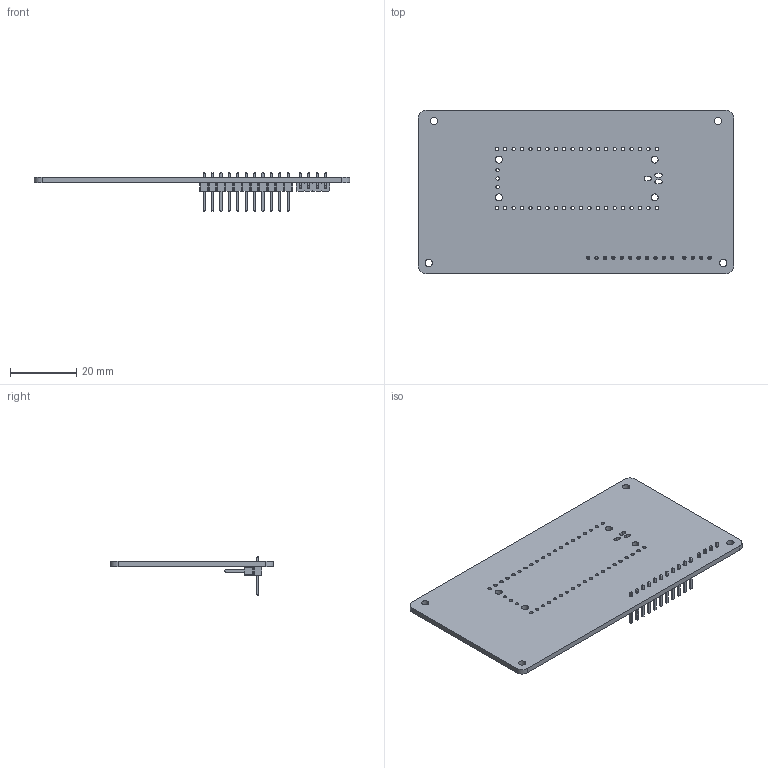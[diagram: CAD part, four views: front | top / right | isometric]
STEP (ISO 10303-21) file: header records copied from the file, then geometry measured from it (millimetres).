
FILE_DESCRIPTION(('KiCad electronic assembly'),'2;1');
FILE_NAME('15k-macropad-pico.step','2022-08-14T19:09:20',('Pcbnew'),( 'Kicad'),'Open CASCADE STEP processor 7.6','KiCad to STEP converter' ,'Unknown');
FILE_SCHEMA(('AUTOMOTIVE_DESIGN { 1 0 10303 214 1 1 1 1 }'));
Length unit declared in the file: millimetre
Products named in the file (6): 15k-macropad-pico 1; PinHeader_1x11_P2.54mm_Vertical; SOLID; PinHeader_1x04_P2.54mm_Horizontal; _autosave-15k-macropad-pico PCB
Assembly tree (5 placements, depth 3):
  15k-macropad-pico 1
    PinHeader_1x11_P2.54mm_Vertical
      SOLID
    PinHeader_1x04_P2.54mm_Horizontal
      SOLID
    _autosave-15k-macropad-pico PCB
Bounding box: 95.25 x 49.21 x 11.54 mm (x, y, z)
Volume: 7659.1 mm3; surface area: 10849.1 mm2
Topology: 3 solids, 3 shells, 468 faces, 1176 edges, 744 vertices
Faces by surface type: bspline 380, cylinder 76, plane 12
Full cylindrical faces by diameter (mm): 1 x15, 1.02 x43, 2.1 x4, 2.2 x4
Entity records: 29757 total; most frequent: CARTESIAN_POINT 9592, B_SPLINE_CURVE_WITH_KNOTS 2738, ORIENTED_EDGE 2352, PCURVE 2352, DEFINITIONAL_REPRESENTATION 2352, EDGE_CURVE 1176, SURFACE_CURVE 1110, DIRECTION 962
